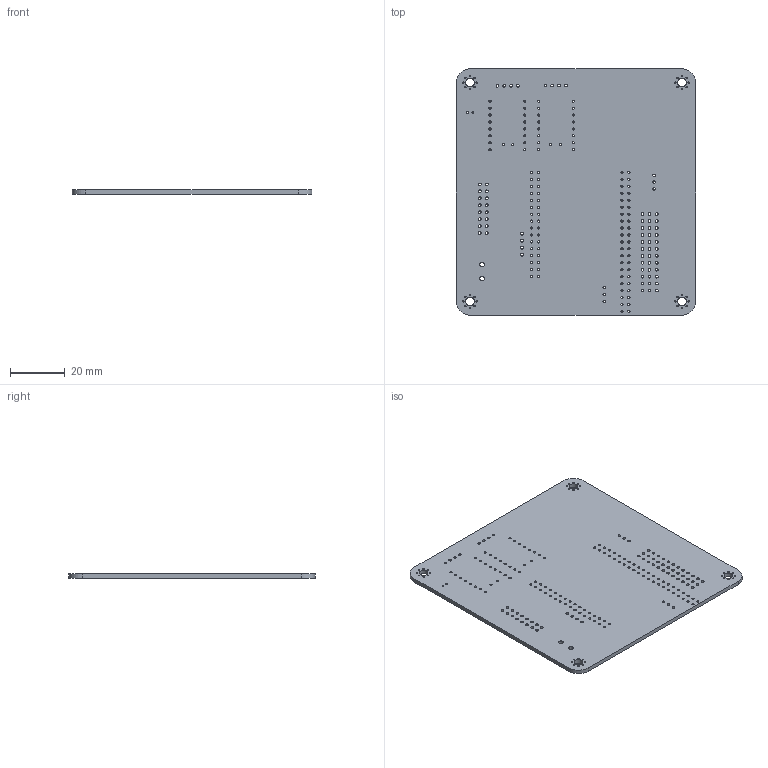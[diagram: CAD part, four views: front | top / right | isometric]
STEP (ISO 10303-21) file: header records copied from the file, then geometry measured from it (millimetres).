
FILE_DESCRIPTION(('KiCad electronic assembly'),'2;1');
FILE_NAME('carte actionneur2.step','2025-10-20T19:43:40',('Pcbnew'),( 'Kicad'),'Open CASCADE STEP processor 7.5','KiCad to STEP converter' ,'Unknown');
FILE_SCHEMA(('AUTOMOTIVE_DESIGN { 1 0 10303 214 1 1 1 1 }'));
Length unit declared in the file: millimetre
Products named in the file (2): carte actionneur2 1; carte actionneur_PCB
Assembly tree (1 placements, depth 2):
  carte actionneur2 1
    carte actionneur_PCB
Bounding box: 87.5 x 90 x 1.51 mm (x, y, z)
Volume: 11627.5 mm3; surface area: 16830.1 mm2
Topology: 1 solids, 1 shells, 230 faces, 684 edges, 456 vertices
Faces by surface type: cylinder 224, plane 6
Full cylindrical faces by diameter (mm): 0.5 x32, 0.7 x2, 0.8 x110, 0.95 x11, 1 x59, 1.7 x2, 3.2 x4
Entity records: 8904 total; most frequent: DIRECTION 1596, CARTESIAN_POINT 1372, ORIENTED_EDGE 1368, EDGE_CURVE 684, AXIS2_PLACEMENT_3D 680, FACE_BOUND 670, EDGE_LOOP 670, VERTEX_POINT 456
